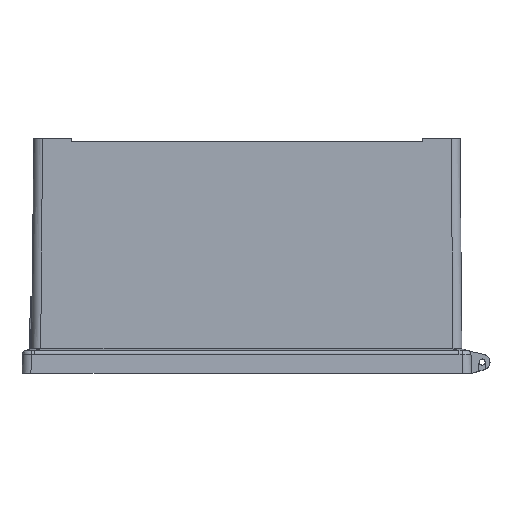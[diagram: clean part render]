
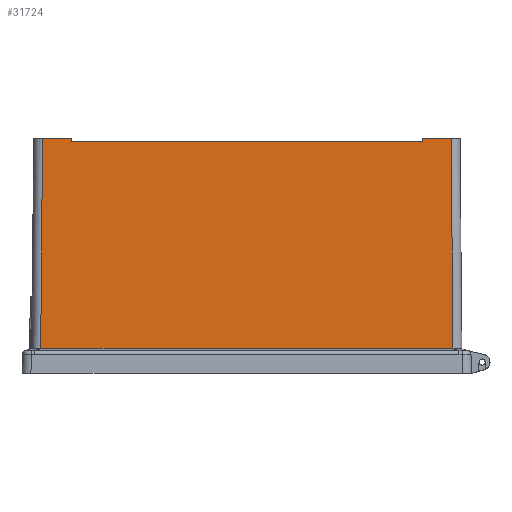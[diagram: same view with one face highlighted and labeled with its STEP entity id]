
A CAD part, left-side view. The second image highlights one B-rep face of the part: STEP entity #31724.
In plain terms, the highlighted planar face has unit normal (-1, 0, 0.009).
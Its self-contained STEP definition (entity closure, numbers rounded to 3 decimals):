
#17644 = CARTESIAN_POINT ( 'NONE',  ( -131.803, 109.062, 145.75 ) ) ;
#17645 = DIRECTION ( 'NONE',  ( 0., 1., 0. ) ) ;
#17646 = VECTOR ( 'NONE', #17645, 1000. ) ;
#17647 = CARTESIAN_POINT ( 'NONE',  ( -131.803, 139.562, 145.75 ) ) ;
#17653 = LINE ( 'NONE', #17647, #17646 ) ;
#17654 = CARTESIAN_POINT ( 'NONE',  ( -131.803, 126.718, 145.75 ) ) ;
#17692 = DIRECTION ( 'NONE',  ( 0., -1., 0. ) ) ;
#17693 = VECTOR ( 'NONE', #17692, 1000. ) ;
#17694 = CARTESIAN_POINT ( 'NONE',  ( -132.939, 139.562, 15.61 ) ) ;
#17695 = LINE ( 'NONE', #17694, #17693 ) ;
#17697 = CARTESIAN_POINT ( 'NONE',  ( -132.939, -125.89, 15.61 ) ) ;
#17707 = CARTESIAN_POINT ( 'NONE',  ( -132.946, -127.854, 15.552 ) ) ;
#17708 = CARTESIAN_POINT ( 'NONE',  ( -132.939, -127.2, 15.587 ) ) ;
#17709 = CARTESIAN_POINT ( 'NONE',  ( -132.939, -126.546, 15.61 ) ) ;
#17710 = CARTESIAN_POINT ( 'NONE',  ( -132.939, -125.89, 15.61 ) ) ;
#17711 = CARTESIAN_POINT ( 'NONE',  ( -132.946, -127.854, 15.552 ) ) ;
#17712 = B_SPLINE_CURVE_WITH_KNOTS ( 'NONE', 3,
 ( #17710, #17709, #17708, #17707 ),
 .UNSPECIFIED., .F., .F.,
 ( 4, 4 ),
 ( -0.002, 0. ),
 .UNSPECIFIED. ) ;
#17747 = CARTESIAN_POINT ( 'NONE',  ( -132.939, 125.89, 15.61 ) ) ;
#17748 = CARTESIAN_POINT ( 'NONE',  ( -132.939, 126.546, 15.61 ) ) ;
#17749 = CARTESIAN_POINT ( 'NONE',  ( -132.939, 127.2, 15.587 ) ) ;
#17750 = CARTESIAN_POINT ( 'NONE',  ( -132.946, 127.854, 15.552 ) ) ;
#17755 = B_SPLINE_CURVE_WITH_KNOTS ( 'NONE', 3,
 ( #17750, #17749, #17748, #17747 ),
 .UNSPECIFIED., .F., .F.,
 ( 4, 4 ),
 ( 0., 0.002 ),
 .UNSPECIFIED. ) ;
#17758 = CARTESIAN_POINT ( 'NONE',  ( -132.939, 125.89, 15.61 ) ) ;
#17773 = DIRECTION ( 'NONE',  ( -0.009, 0.009, -1. ) ) ;
#17774 = VECTOR ( 'NONE', #17773, 1000. ) ;
#17775 = CARTESIAN_POINT ( 'NONE',  ( -131.803, 126.718, 145.75 ) ) ;
#17777 = CARTESIAN_POINT ( 'NONE',  ( -132.946, 127.854, 15.552 ) ) ;
#17779 = LINE ( 'NONE', #17775, #17774 ) ;
#17873 = DIRECTION ( 'NONE',  ( 0., 1., 0. ) ) ;
#17874 = VECTOR ( 'NONE', #17873, 1000. ) ;
#17875 = CARTESIAN_POINT ( 'NONE',  ( -131.803, 139.562, 145.75 ) ) ;
#17876 = LINE ( 'NONE', #17875, #17874 ) ;
#17878 = CARTESIAN_POINT ( 'NONE',  ( -131.803, -109.062, 145.75 ) ) ;
#17903 = DIRECTION ( 'NONE',  ( 0.009, 0.009, 1. ) ) ;
#17904 = VECTOR ( 'NONE', #17903, 1000. ) ;
#17905 = CARTESIAN_POINT ( 'NONE',  ( -132.939, -127.854, 15.553 ) ) ;
#17906 = LINE ( 'NONE', #17905, #17904 ) ;
#17949 = CARTESIAN_POINT ( 'NONE',  ( -131.803, -126.718, 145.75 ) ) ;
#19651 = DIRECTION ( 'NONE',  ( 0., -1., 0. ) ) ;
#19652 = VECTOR ( 'NONE', #19651, 1000. ) ;
#19653 = CARTESIAN_POINT ( 'NONE',  ( -131.821, 0., 143.75 ) ) ;
#19655 = LINE ( 'NONE', #19653, #19652 ) ;
#19656 = CARTESIAN_POINT ( 'NONE',  ( -131.821, -109.046, 143.75 ) ) ;
#19657 = DIRECTION ( 'NONE',  ( 0.009, -0.008, 1. ) ) ;
#19658 = VECTOR ( 'NONE', #19657, 1000. ) ;
#19659 = CARTESIAN_POINT ( 'NONE',  ( -131.82, -109.047, 143.823 ) ) ;
#19664 = LINE ( 'NONE', #19659, #19658 ) ;
#19676 = CARTESIAN_POINT ( 'NONE',  ( -131.821, 109.046, 143.75 ) ) ;
#19677 = DIRECTION ( 'NONE',  ( 0.009, 0.008, 1. ) ) ;
#19678 = VECTOR ( 'NONE', #19677, 1000. ) ;
#19679 = CARTESIAN_POINT ( 'NONE',  ( -131.82, 109.047, 143.823 ) ) ;
#19684 = LINE ( 'NONE', #19679, #19678 ) ;
#19699 = DIRECTION ( 'NONE',  ( 0.009, 0., 1. ) ) ;
#19700 = DIRECTION ( 'NONE',  ( -1., 0., 0.009 ) ) ;
#19701 = CARTESIAN_POINT ( 'NONE',  ( -133.075, 139.562, 0. ) ) ;
#19702 = AXIS2_PLACEMENT_3D ( 'NONE', #19701, #19700, #19699 ) ;
#19704 = PLANE ( 'NONE',  #19702 ) ;
#19719 = FACE_OUTER_BOUND ( 'NONE', #31700, .T. ) ;
#31049 = VERTEX_POINT ( 'NONE', #17654 ) ;
#31051 = EDGE_CURVE ( 'NONE', #31052, #31049, #17653, .T. ) ;
#31052 = VERTEX_POINT ( 'NONE', #17644 ) ;
#31072 = VERTEX_POINT ( 'NONE', #17697 ) ;
#31074 = EDGE_CURVE ( 'NONE', #31091, #31072, #17695, .T. ) ;
#31080 = EDGE_CURVE ( 'NONE', #31072, #31081, #17712, .T. ) ;
#31081 = VERTEX_POINT ( 'NONE', #17711 ) ;
#31091 = VERTEX_POINT ( 'NONE', #17758 ) ;
#31093 = EDGE_CURVE ( 'NONE', #31103, #31091, #17755, .T. ) ;
#31103 = VERTEX_POINT ( 'NONE', #17777 ) ;
#31105 = EDGE_CURVE ( 'NONE', #31049, #31103, #17779, .T. ) ;
#31123 = VERTEX_POINT ( 'NONE', #17878 ) ;
#31125 = EDGE_CURVE ( 'NONE', #31156, #31123, #17876, .T. ) ;
#31132 = EDGE_CURVE ( 'NONE', #31081, #31156, #17906, .T. ) ;
#31156 = VERTEX_POINT ( 'NONE', #17949 ) ;
#31700 = EDGE_LOOP ( 'NONE', ( #31701, #31704, #31706, #31707, #31708, #31709, #31710, #31711, #31768, #31769 ) ) ;
#31701 = ORIENTED_EDGE ( 'NONE', *, *, #31702, .F. ) ;
#31702 = EDGE_CURVE ( 'NONE', #31703, #31123, #19664, .T. ) ;
#31703 = VERTEX_POINT ( 'NONE', #19656 ) ;
#31704 = ORIENTED_EDGE ( 'NONE', *, *, #31705, .F. ) ;
#31705 = EDGE_CURVE ( 'NONE', #31720, #31703, #19655, .T. ) ;
#31706 = ORIENTED_EDGE ( 'NONE', *, *, #31719, .T. ) ;
#31707 = ORIENTED_EDGE ( 'NONE', *, *, #31051, .T. ) ;
#31708 = ORIENTED_EDGE ( 'NONE', *, *, #31105, .T. ) ;
#31709 = ORIENTED_EDGE ( 'NONE', *, *, #31093, .T. ) ;
#31710 = ORIENTED_EDGE ( 'NONE', *, *, #31074, .T. ) ;
#31711 = ORIENTED_EDGE ( 'NONE', *, *, #31080, .T. ) ;
#31719 = EDGE_CURVE ( 'NONE', #31720, #31052, #19684, .T. ) ;
#31720 = VERTEX_POINT ( 'NONE', #19676 ) ;
#31724 = ADVANCED_FACE ( 'NONE', ( #19719 ), #19704, .T. ) ;
#31768 = ORIENTED_EDGE ( 'NONE', *, *, #31132, .T. ) ;
#31769 = ORIENTED_EDGE ( 'NONE', *, *, #31125, .T. ) ;
